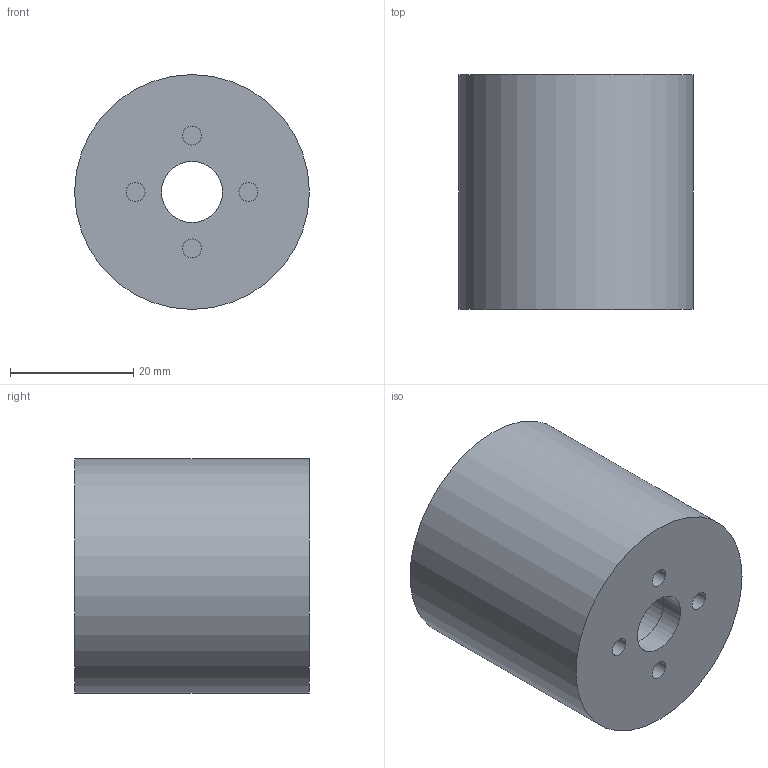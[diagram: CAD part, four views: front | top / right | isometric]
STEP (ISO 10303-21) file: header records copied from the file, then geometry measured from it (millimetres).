
FILE_DESCRIPTION(('', 'CAx-IF Rec.Pracs.---Representation and Presentation of Product Manufacturing Information (PMI)---4.0---2014-10-13'),'2;1');
FILE_NAME('SGN1922.STP', '2021-04-05T15:17:06',(''), (''), 'Kubotek Kosmos Version 3.0.7268.7268', 'KeyCreator Pro', '');
FILE_SCHEMA(('AP242_MANAGED_MODEL_BASED_3D_ENGINEERING_MIM_LF { 1 0 10303 442 1 1 4 }'));
Length unit declared in the file: inch
Bounding box: 38.1 x 38.1 x 38.1 mm (x, y, z)
Volume: 40278.7 mm3; surface area: 15776.6 mm2
Topology: 2 solids, 2 shells, 20 faces, 62 edges, 48 vertices
Faces by surface type: cylinder 14, plane 6
Full cylindrical faces by diameter (mm): 3.048 x8, 9.906 x3, 28.575 x2, 38.1 x1
Entity records: 724 total; most frequent: ORIENTED_EDGE 124, DIRECTION 112, CARTESIAN_POINT 111, EDGE_CURVE 62, AXIS2_PLACEMENT_3D 49, VERTEX_POINT 48, EDGE_LOOP 42, CIRCLE 28
